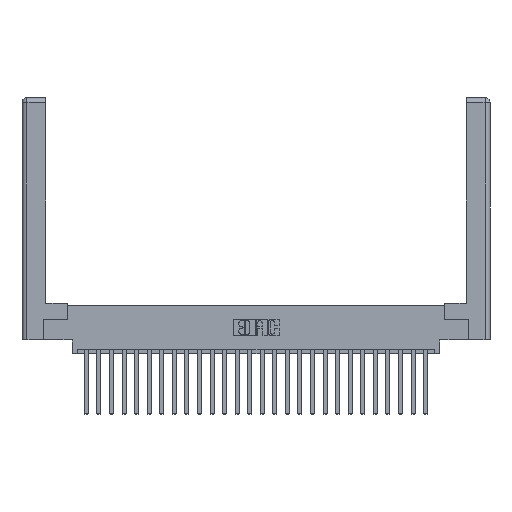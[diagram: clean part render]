
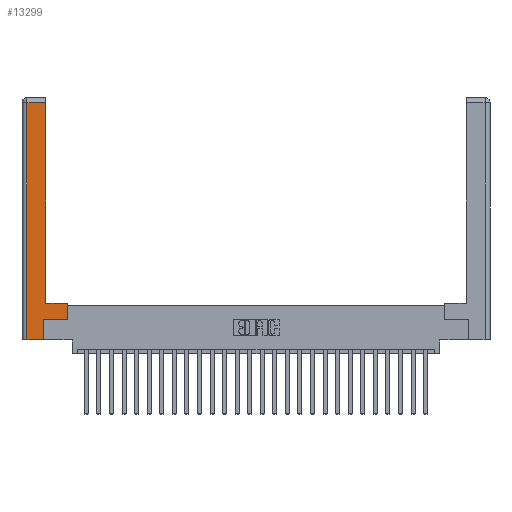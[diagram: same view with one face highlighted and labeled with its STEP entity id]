
A CAD part, top view. The second image highlights one B-rep face of the part: STEP entity #13299.
In plain terms, the highlighted planar face has unit normal (0, 0, 1).
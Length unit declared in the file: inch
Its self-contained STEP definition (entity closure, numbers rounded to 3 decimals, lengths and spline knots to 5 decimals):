
#49 = CARTESIAN_POINT ( 'NONE',  ( 0.0615, 0., 0. ) ) ;
#551 = VECTOR ( 'NONE', #3570, 39.37008 ) ;
#634 = CARTESIAN_POINT ( 'NONE',  ( 0.0615, 0., 0. ) ) ;
#1073 = DIRECTION ( 'NONE',  ( -1., 0., 0. ) ) ;
#1261 = DIRECTION ( 'NONE',  ( 0., 1., 0. ) ) ;
#1498 = LINE ( 'NONE', #7110, #551 ) ;
#1900 = DIRECTION ( 'NONE',  ( 1., 0., 0. ) ) ;
#1978 = LINE ( 'NONE', #17620, #21821 ) ;
#2285 = EDGE_CURVE ( 'NONE', #24217, #22365, #1978, .T. ) ;
#2355 = AXIS2_PLACEMENT_3D ( 'NONE', #13292, #13125, #1073 ) ;
#3414 = CARTESIAN_POINT ( 'NONE',  ( 0.265, 0., 0. ) ) ;
#3570 = DIRECTION ( 'NONE',  ( 0., 1., 0. ) ) ;
#3606 = VECTOR ( 'NONE', #4509, 39.37008 ) ;
#3802 = CARTESIAN_POINT ( 'NONE',  ( 0.565, 0.245, 0. ) ) ;
#3806 = LINE ( 'NONE', #7185, #18649 ) ;
#4509 = DIRECTION ( 'NONE',  ( 0., 1., 0. ) ) ;
#5337 = EDGE_CURVE ( 'NONE', #21772, #14883, #8585, .T. ) ;
#5996 = CARTESIAN_POINT ( 'NONE',  ( 0.295, 2.94, 0. ) ) ;
#6207 = DIRECTION ( 'NONE',  ( -1., 0., 0. ) ) ;
#6328 = LINE ( 'NONE', #13316, #23967 ) ;
#6552 = CARTESIAN_POINT ( 'NONE',  ( 0.265, 0.245, 0. ) ) ;
#6899 = EDGE_CURVE ( 'NONE', #26036, #21772, #13618, .T. ) ;
#7110 = CARTESIAN_POINT ( 'NONE',  ( 0.265, 0.245, 0. ) ) ;
#7176 = LINE ( 'NONE', #7622, #16635 ) ;
#7185 = CARTESIAN_POINT ( 'NONE',  ( 0.0615, 2.94, 0. ) ) ;
#7439 = EDGE_CURVE ( 'NONE', #26002, #24217, #6328, .T. ) ;
#7614 = ORIENTED_EDGE ( 'NONE', *, *, #9447, .T. ) ;
#7622 = CARTESIAN_POINT ( 'NONE',  ( 0.565, 0.245, 0. ) ) ;
#7874 = ORIENTED_EDGE ( 'NONE', *, *, #11781, .T. ) ;
#8585 = LINE ( 'NONE', #15467, #13026 ) ;
#9447 = EDGE_CURVE ( 'NONE', #10691, #26002, #7176, .T. ) ;
#9989 = EDGE_CURVE ( 'NONE', #14883, #10691, #1498, .T. ) ;
#10072 = ORIENTED_EDGE ( 'NONE', *, *, #2285, .T. ) ;
#10691 = VERTEX_POINT ( 'NONE', #6552 ) ;
#11781 = EDGE_CURVE ( 'NONE', #22365, #23341, #15010, .T. ) ;
#11944 = ORIENTED_EDGE ( 'NONE', *, *, #5337, .T. ) ;
#12442 = CARTESIAN_POINT ( 'NONE',  ( 0.565, 0.45, 0. ) ) ;
#12917 = EDGE_LOOP ( 'NONE', ( #7874, #13365, #14009, #11944, #13066, #7614, #13906, #10072 ) ) ;
#12993 = FACE_OUTER_BOUND ( 'NONE', #12917, .T. ) ;
#13026 = VECTOR ( 'NONE', #23650, 39.37008 ) ;
#13066 = ORIENTED_EDGE ( 'NONE', *, *, #9989, .T. ) ;
#13125 = DIRECTION ( 'NONE',  ( 0., 0., -1. ) ) ;
#13292 = CARTESIAN_POINT ( 'NONE',  ( 0., 0., 0. ) ) ;
#13299 = ADVANCED_FACE ( 'NONE', ( #12993 ), #15078, .F. ) ;
#13316 = CARTESIAN_POINT ( 'NONE',  ( 0.565, 0.45, 0. ) ) ;
#13365 = ORIENTED_EDGE ( 'NONE', *, *, #21880, .T. ) ;
#13618 = LINE ( 'NONE', #634, #22772 ) ;
#13906 = ORIENTED_EDGE ( 'NONE', *, *, #7439, .T. ) ;
#14009 = ORIENTED_EDGE ( 'NONE', *, *, #6899, .T. ) ;
#14577 = DIRECTION ( 'NONE',  ( 0., -1., 0. ) ) ;
#14729 = CARTESIAN_POINT ( 'NONE',  ( 0.295, 0.45, 0. ) ) ;
#14883 = VERTEX_POINT ( 'NONE', #3414 ) ;
#15010 = LINE ( 'NONE', #18386, #3606 ) ;
#15078 = PLANE ( 'NONE',  #2355 ) ;
#15467 = CARTESIAN_POINT ( 'NONE',  ( 0.265, 0., 0. ) ) ;
#16635 = VECTOR ( 'NONE', #1900, 39.37008 ) ;
#17620 = CARTESIAN_POINT ( 'NONE',  ( 0.295, 0.45, 0. ) ) ;
#18386 = CARTESIAN_POINT ( 'NONE',  ( 0.295, 3., 0. ) ) ;
#18649 = VECTOR ( 'NONE', #21376, 39.37008 ) ;
#21376 = DIRECTION ( 'NONE',  ( -1., 0., 0. ) ) ;
#21772 = VERTEX_POINT ( 'NONE', #49 ) ;
#21821 = VECTOR ( 'NONE', #6207, 39.37008 ) ;
#21880 = EDGE_CURVE ( 'NONE', #23341, #26036, #3806, .T. ) ;
#22365 = VERTEX_POINT ( 'NONE', #14729 ) ;
#22772 = VECTOR ( 'NONE', #14577, 39.37008 ) ;
#23341 = VERTEX_POINT ( 'NONE', #5996 ) ;
#23650 = DIRECTION ( 'NONE',  ( 1., 0., 0. ) ) ;
#23690 = CARTESIAN_POINT ( 'NONE',  ( 0.0615, 2.94, 0. ) ) ;
#23967 = VECTOR ( 'NONE', #1261, 39.37008 ) ;
#24217 = VERTEX_POINT ( 'NONE', #12442 ) ;
#26002 = VERTEX_POINT ( 'NONE', #3802 ) ;
#26036 = VERTEX_POINT ( 'NONE', #23690 ) ;
